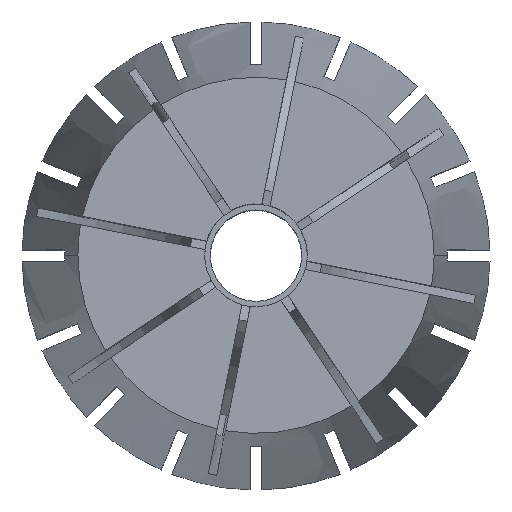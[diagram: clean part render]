
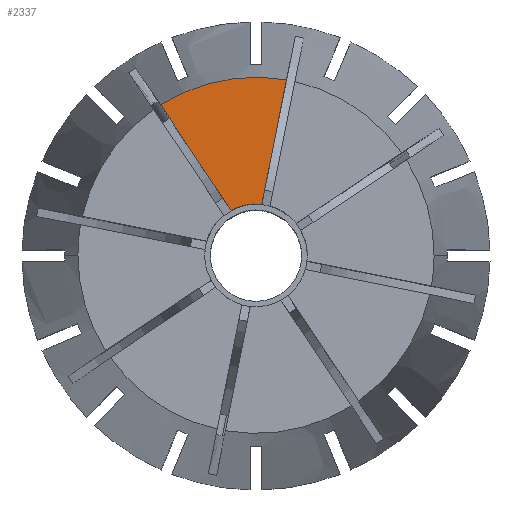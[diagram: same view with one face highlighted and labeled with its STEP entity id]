
A CAD part, top view. The second image highlights one B-rep face of the part: STEP entity #2337.
In plain terms, the highlighted planar face has unit normal (0, 0, 1).
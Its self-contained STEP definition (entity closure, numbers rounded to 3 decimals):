
#165 = CIRCLE ( 'NONE', #3967, 4.5 ) ;
#355 = PLANE ( 'NONE',  #7345 ) ;
#490 = CARTESIAN_POINT ( 'NONE',  ( 2.674, 15.365, 0. ) ) ;
#926 = LINE ( 'NONE', #7022, #1585 ) ;
#1245 = VERTEX_POINT ( 'NONE', #6682 ) ;
#1375 = EDGE_LOOP ( 'NONE', ( #7296, #4856, #3983, #4409 ) ) ;
#1441 = VERTEX_POINT ( 'NONE', #490 ) ;
#1504 = AXIS2_PLACEMENT_3D ( 'NONE', #2674, #6236, #5042 ) ;
#1585 = VECTOR ( 'NONE', #3488, 1000. ) ;
#1593 = CARTESIAN_POINT ( 'NONE',  ( 0.312, 0.208, 0. ) ) ;
#1890 = DIRECTION ( 'NONE',  ( 0., 0., 1. ) ) ;
#2032 = CIRCLE ( 'NONE', #1504, 15.595 ) ;
#2337 = ADVANCED_FACE ( 'NONE', ( #2952 ), #355, .F. ) ;
#2385 = CARTESIAN_POINT ( 'NONE',  ( -8.35, 13.172, 0. ) ) ;
#2578 = CARTESIAN_POINT ( 'NONE',  ( 0., 0., 0. ) ) ;
#2674 = CARTESIAN_POINT ( 'NONE',  ( 0., 0., 0. ) ) ;
#2952 = FACE_OUTER_BOUND ( 'NONE', #1375, .T. ) ;
#3388 = DIRECTION ( 'NONE',  ( 0.556, -0.831, 0. ) ) ;
#3488 = DIRECTION ( 'NONE',  ( -0.195, -0.981, 0. ) ) ;
#3498 = CARTESIAN_POINT ( 'NONE',  ( -2.18, 3.937, 0. ) ) ;
#3722 = DIRECTION ( 'NONE',  ( 1., 0., 0. ) ) ;
#3807 = LINE ( 'NONE', #1593, #5956 ) ;
#3835 = EDGE_CURVE ( 'NONE', #4213, #5409, #3807, .T. ) ;
#3967 = AXIS2_PLACEMENT_3D ( 'NONE', #2578, #1890, #3722 ) ;
#3983 = ORIENTED_EDGE ( 'NONE', *, *, #4125, .F. ) ;
#4125 = EDGE_CURVE ( 'NONE', #1441, #1245, #926, .T. ) ;
#4213 = VERTEX_POINT ( 'NONE', #2385 ) ;
#4405 = DIRECTION ( 'NONE',  ( -1., 0., 0. ) ) ;
#4409 = ORIENTED_EDGE ( 'NONE', *, *, #6328, .T. ) ;
#4459 = CARTESIAN_POINT ( 'NONE',  ( 0., 0., 0. ) ) ;
#4484 = DIRECTION ( 'NONE',  ( 0., 0., -1. ) ) ;
#4856 = ORIENTED_EDGE ( 'NONE', *, *, #5640, .F. ) ;
#5042 = DIRECTION ( 'NONE',  ( 1., 0., 0. ) ) ;
#5409 = VERTEX_POINT ( 'NONE', #3498 ) ;
#5640 = EDGE_CURVE ( 'NONE', #1245, #5409, #165, .T. ) ;
#5956 = VECTOR ( 'NONE', #3388, 1000. ) ;
#6236 = DIRECTION ( 'NONE',  ( 0., 0., 1. ) ) ;
#6328 = EDGE_CURVE ( 'NONE', #1441, #4213, #2032, .T. ) ;
#6682 = CARTESIAN_POINT ( 'NONE',  ( 0.507, 4.471, 0. ) ) ;
#7022 = CARTESIAN_POINT ( 'NONE',  ( -0.368, 0.073, 0. ) ) ;
#7296 = ORIENTED_EDGE ( 'NONE', *, *, #3835, .T. ) ;
#7345 = AXIS2_PLACEMENT_3D ( 'NONE', #4459, #4484, #4405 ) ;
